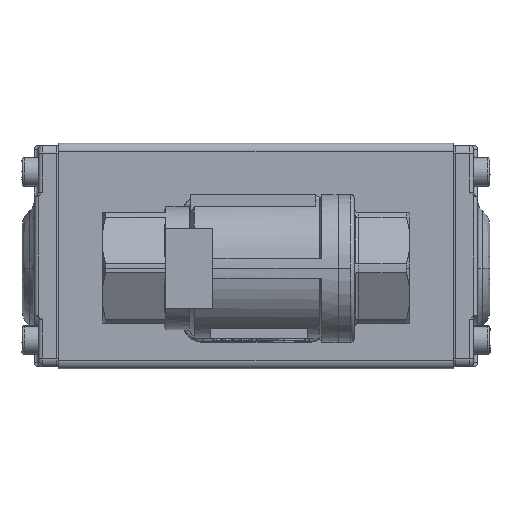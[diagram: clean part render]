
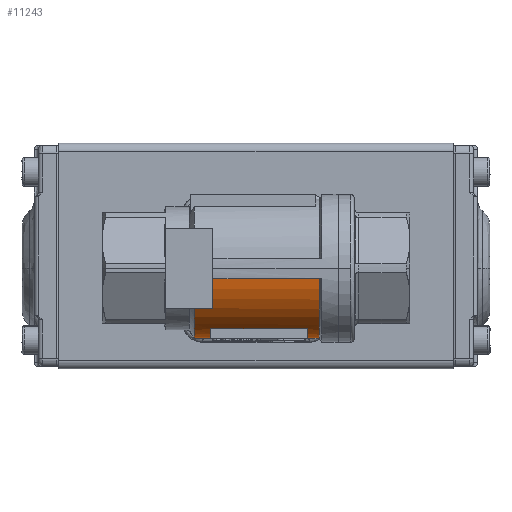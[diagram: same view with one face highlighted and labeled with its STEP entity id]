
A CAD part, front view. The second image highlights one B-rep face of the part: STEP entity #11243.
In plain terms, the highlighted cylindrical face has radius 17 mm (diameter 34 mm), a partial arc.
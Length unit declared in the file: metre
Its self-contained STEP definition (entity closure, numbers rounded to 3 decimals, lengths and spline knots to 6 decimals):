
#1333 = CARTESIAN_POINT ( 'NONE',  ( -0.022683, -0.024769, 0.074995 ) ) ;
#2790 = DIRECTION ( 'NONE',  ( 1., 0., 0. ) ) ;
#3127 = CARTESIAN_POINT ( 'NONE',  ( -0.011994, -0.038695, 0.065245 ) ) ;
#3629 = CARTESIAN_POINT ( 'NONE',  ( -0.023183, -0.024769, 0.074995 ) ) ;
#4628 = DIRECTION ( 'NONE',  ( -1., 0., 0. ) ) ;
#5952 = CARTESIAN_POINT ( 'NONE',  ( -0.022683, -0.038695, 0.065245 ) ) ;
#6948 = ORIENTED_EDGE ( 'NONE', *, *, #16592, .T. ) ;
#7108 = ORIENTED_EDGE ( 'NONE', *, *, #16390, .T. ) ;
#7216 = VERTEX_POINT ( 'NONE', #41713 ) ;
#8130 = ORIENTED_EDGE ( 'NONE', *, *, #56910, .T. ) ;
#8151 = LINE ( 'NONE', #3127, #55112 ) ;
#8964 = DIRECTION ( 'NONE',  ( 0., 0., -1. ) ) ;
#9847 = VERTEX_POINT ( 'NONE', #10204 ) ;
#9954 = EDGE_CURVE ( 'NONE', #44808, #9847, #8151, .T. ) ;
#10204 = CARTESIAN_POINT ( 'NONE',  ( -0.027228, -0.038695, 0.065245 ) ) ;
#10382 = VERTEX_POINT ( 'NONE', #37727 ) ;
#10922 = EDGE_LOOP ( 'NONE', ( #8130, #45596, #57083, #53956, #41558, #7108, #64087, #6948, #23455, #45118 ) ) ;
#11243 = ADVANCED_FACE ( 'NONE', ( #17638 ), #60285, .T. ) ;
#12414 = AXIS2_PLACEMENT_3D ( 'NONE', #64860, #12776, #23925 ) ;
#12776 = DIRECTION ( 'NONE',  ( 1., 0., 0. ) ) ;
#13023 = CARTESIAN_POINT ( 'NONE',  ( -0.011994, -0.024769, 0.057995 ) ) ;
#13860 = VERTEX_POINT ( 'NONE', #14928 ) ;
#13919 = DIRECTION ( 'NONE',  ( 1., 0., 0. ) ) ;
#14928 = CARTESIAN_POINT ( 'NONE',  ( -0.023183, -0.024769, 0.057995 ) ) ;
#16390 = EDGE_CURVE ( 'NONE', #23807, #37949, #26904, .T. ) ;
#16592 = EDGE_CURVE ( 'NONE', #7216, #47150, #50912, .T. ) ;
#17452 = DIRECTION ( 'NONE',  ( -1., 0., 0. ) ) ;
#17638 = FACE_OUTER_BOUND ( 'NONE', #10922, .T. ) ;
#18573 = DIRECTION ( 'NONE',  ( 0., 0., -1. ) ) ;
#19102 = CIRCLE ( 'NONE', #66667, 0.017 ) ;
#19403 = DIRECTION ( 'NONE',  ( -1., 0., 0. ) ) ;
#19449 = EDGE_CURVE ( 'NONE', #30600, #13860, #48814, .T. ) ;
#19467 = VECTOR ( 'NONE', #42935, 1. ) ;
#19667 = VECTOR ( 'NONE', #38633, 1. ) ;
#22300 = CARTESIAN_POINT ( 'NONE',  ( 0.000317, -0.024769, 0.057995 ) ) ;
#22385 = CIRCLE ( 'NONE', #40742, 0.017 ) ;
#22724 = CARTESIAN_POINT ( 'NONE',  ( -0.011994, -0.024769, 0.057995 ) ) ;
#22816 = DIRECTION ( 'NONE',  ( 1., 0., 0. ) ) ;
#23075 = CIRCLE ( 'NONE', #41432, 0.017 ) ;
#23455 = ORIENTED_EDGE ( 'NONE', *, *, #44518, .T. ) ;
#23807 = VERTEX_POINT ( 'NONE', #22300 ) ;
#23925 = DIRECTION ( 'NONE',  ( 0., 0., -1. ) ) ;
#24088 = CARTESIAN_POINT ( 'NONE',  ( 0.00324, -0.024769, 0.057995 ) ) ;
#24441 = CARTESIAN_POINT ( 'NONE',  ( -0.022683, -0.041584, 0.072495 ) ) ;
#26262 = DIRECTION ( 'NONE',  ( 0., 0., -1. ) ) ;
#26459 = VECTOR ( 'NONE', #4628, 1. ) ;
#26904 = LINE ( 'NONE', #13023, #54531 ) ;
#27226 = EDGE_CURVE ( 'NONE', #41135, #10382, #42601, .T. ) ;
#30600 = VERTEX_POINT ( 'NONE', #52380 ) ;
#32019 = DIRECTION ( 'NONE',  ( 1., 0., 0. ) ) ;
#33041 = DIRECTION ( 'NONE',  ( 0., 0., -1. ) ) ;
#33186 = AXIS2_PLACEMENT_3D ( 'NONE', #3629, #19403, #8964 ) ;
#37727 = CARTESIAN_POINT ( 'NONE',  ( 0.000317, -0.033269, 0.060272 ) ) ;
#37949 = VERTEX_POINT ( 'NONE', #24088 ) ;
#38633 = DIRECTION ( 'NONE',  ( 1., 0., 0. ) ) ;
#39281 = CARTESIAN_POINT ( 'NONE',  ( -0.011994, -0.024769, 0.074995 ) ) ;
#40074 = AXIS2_PLACEMENT_3D ( 'NONE', #39281, #13919, #54240 ) ;
#40742 = AXIS2_PLACEMENT_3D ( 'NONE', #1333, #32019, #26262 ) ;
#41135 = VERTEX_POINT ( 'NONE', #54909 ) ;
#41432 = AXIS2_PLACEMENT_3D ( 'NONE', #64270, #2790, #18573 ) ;
#41558 = ORIENTED_EDGE ( 'NONE', *, *, #55409, .T. ) ;
#41713 = CARTESIAN_POINT ( 'NONE',  ( 0.00324, -0.041584, 0.072495 ) ) ;
#42601 = LINE ( 'NONE', #63280, #19467 ) ;
#42935 = DIRECTION ( 'NONE',  ( 1., 0., 0. ) ) ;
#44518 = EDGE_CURVE ( 'NONE', #47150, #44808, #22385, .T. ) ;
#44808 = VERTEX_POINT ( 'NONE', #5952 ) ;
#45118 = ORIENTED_EDGE ( 'NONE', *, *, #9954, .T. ) ;
#45596 = ORIENTED_EDGE ( 'NONE', *, *, #19449, .T. ) ;
#47150 = VERTEX_POINT ( 'NONE', #24441 ) ;
#48814 = LINE ( 'NONE', #22724, #19667 ) ;
#50912 = LINE ( 'NONE', #51245, #26459 ) ;
#51245 = CARTESIAN_POINT ( 'NONE',  ( -0.011994, -0.041584, 0.072495 ) ) ;
#52380 = CARTESIAN_POINT ( 'NONE',  ( -0.027228, -0.024769, 0.057995 ) ) ;
#53956 = ORIENTED_EDGE ( 'NONE', *, *, #27226, .T. ) ;
#54240 = DIRECTION ( 'NONE',  ( 0., 0., -1. ) ) ;
#54531 = VECTOR ( 'NONE', #22816, 1. ) ;
#54909 = CARTESIAN_POINT ( 'NONE',  ( -0.023183, -0.033269, 0.060272 ) ) ;
#55112 = VECTOR ( 'NONE', #60562, 1. ) ;
#55409 = EDGE_CURVE ( 'NONE', #10382, #23807, #23075, .T. ) ;
#55904 = CIRCLE ( 'NONE', #33186, 0.017 ) ;
#56910 = EDGE_CURVE ( 'NONE', #9847, #30600, #65330, .T. ) ;
#57083 = ORIENTED_EDGE ( 'NONE', *, *, #64119, .T. ) ;
#59766 = EDGE_CURVE ( 'NONE', #37949, #7216, #19102, .T. ) ;
#60285 = CYLINDRICAL_SURFACE ( 'NONE', #40074, 0.017 ) ;
#60562 = DIRECTION ( 'NONE',  ( -1., 0., 0. ) ) ;
#63280 = CARTESIAN_POINT ( 'NONE',  ( -0.011994, -0.033269, 0.060272 ) ) ;
#63824 = CARTESIAN_POINT ( 'NONE',  ( 0.00324, -0.024769, 0.074995 ) ) ;
#64087 = ORIENTED_EDGE ( 'NONE', *, *, #59766, .T. ) ;
#64119 = EDGE_CURVE ( 'NONE', #13860, #41135, #55904, .T. ) ;
#64270 = CARTESIAN_POINT ( 'NONE',  ( 0.000317, -0.024769, 0.074995 ) ) ;
#64860 = CARTESIAN_POINT ( 'NONE',  ( -0.027228, -0.024769, 0.074995 ) ) ;
#65330 = CIRCLE ( 'NONE', #12414, 0.017 ) ;
#66667 = AXIS2_PLACEMENT_3D ( 'NONE', #63824, #17452, #33041 ) ;
